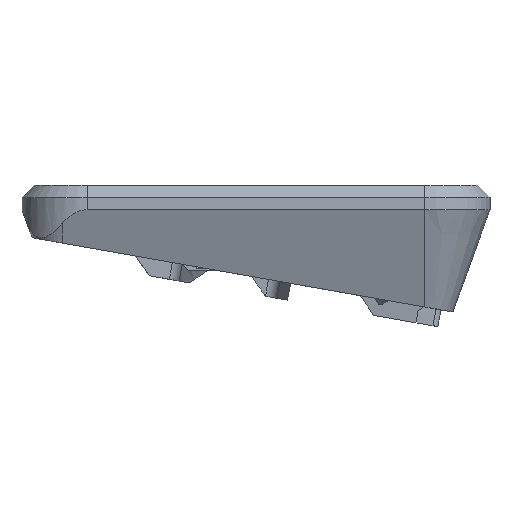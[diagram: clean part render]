
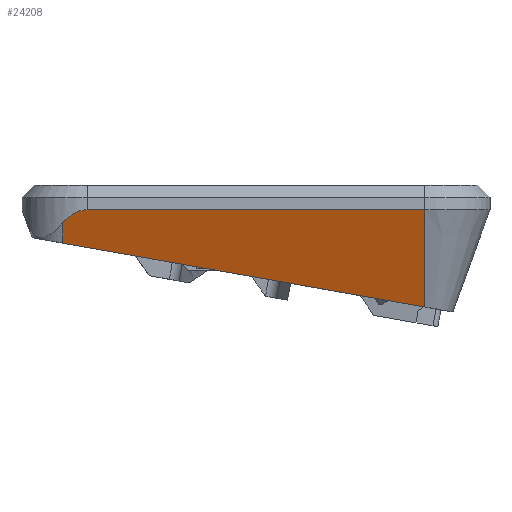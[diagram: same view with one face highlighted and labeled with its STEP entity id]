
A CAD part, front view. The second image highlights one B-rep face of the part: STEP entity #24208.
In plain terms, the highlighted planar face has unit normal (0, -0.94, -0.342).
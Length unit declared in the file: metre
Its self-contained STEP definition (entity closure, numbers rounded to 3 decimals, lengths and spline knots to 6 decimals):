
#232=PLANE('',#25955);
#1763=LINE('',#38442,#4428);
#1764=LINE('',#38458,#4429);
#1765=LINE('',#38460,#4430);
#1766=LINE('',#38464,#4431);
#4428=VECTOR('',#29329,1.);
#4429=VECTOR('',#29346,1.);
#4430=VECTOR('',#29347,1.);
#4431=VECTOR('',#29350,1.);
#6772=ELLIPSE('',#25956,0.046781,0.016);
#9031=ORIENTED_EDGE('',*,*,#15663,.T.);
#9032=ORIENTED_EDGE('',*,*,#15664,.F.);
#9033=ORIENTED_EDGE('',*,*,#15665,.F.);
#9034=ORIENTED_EDGE('',*,*,#15666,.T.);
#9035=ORIENTED_EDGE('',*,*,#15656,.F.);
#15656=EDGE_CURVE('',#18990,#18991,#1763,.T.);
#15663=EDGE_CURVE('',#18990,#18994,#1764,.T.);
#15664=EDGE_CURVE('',#18995,#18994,#1765,.T.);
#15665=EDGE_CURVE('',#18996,#18995,#6772,.F.);
#15666=EDGE_CURVE('',#18996,#18991,#1766,.T.);
#18990=VERTEX_POINT('',#38441);
#18991=VERTEX_POINT('',#38443);
#18994=VERTEX_POINT('',#38459);
#18995=VERTEX_POINT('',#38461);
#18996=VERTEX_POINT('',#38463);
#21172=EDGE_LOOP('',(#9031,#9032,#9033,#9034,#9035));
#22695=FACE_BOUND('',#21172,.T.);
#24208=ADVANCED_FACE('',(#22695),#232,.T.);
#25955=AXIS2_PLACEMENT_3D('',#38457,#29344,#29345);
#25956=AXIS2_PLACEMENT_3D('',#38462,#29348,#29349);
#29329=DIRECTION('',(-0.983,-0.063,0.173));
#29344=DIRECTION('',(0.,-0.94,-0.342));
#29345=DIRECTION('',(1.,0.,0.));
#29346=DIRECTION('',(0.,-0.342,0.94));
#29347=DIRECTION('',(1.,0.,0.));
#29348=DIRECTION('',(0.,-0.94,-0.342));
#29349=DIRECTION('',(0.,0.342,-0.94));
#29350=DIRECTION('',(0.,0.342,-0.94));
#38441=CARTESIAN_POINT('',(0.0751,-0.044647,-0.000285));
#38442=CARTESIAN_POINT('',(0.03803,-0.047026,0.006251));
#38443=CARTESIAN_POINT('',(-0.0139,-0.050358,0.015408));
#38457=CARTESIAN_POINT('',(0.0381,-0.047153,0.0066));
#38458=CARTESIAN_POINT('',(0.0751,-0.047153,0.0066));
#38459=CARTESIAN_POINT('',(0.0751,-0.05334,0.0236));
#38460=CARTESIAN_POINT('',(0.0751,-0.05334,0.0236));
#38461=CARTESIAN_POINT('',(-0.0079,-0.05334,0.0236));
#38462=CARTESIAN_POINT('',(-0.0079,-0.03734,-0.02036));
#38463=CARTESIAN_POINT('',(-0.0139,-0.052172,0.020392));
#38464=CARTESIAN_POINT('',(-0.0139,-0.05334,0.0236));
